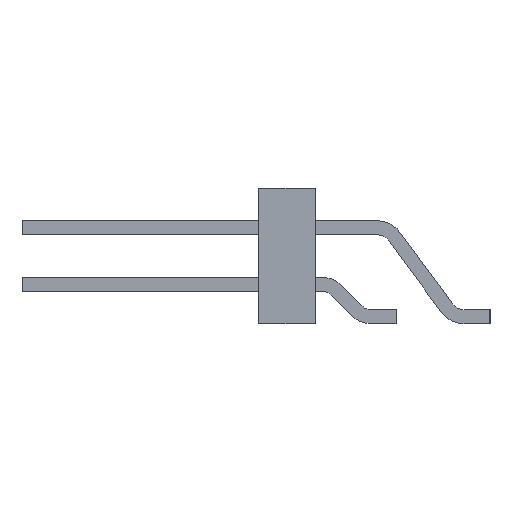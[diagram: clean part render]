
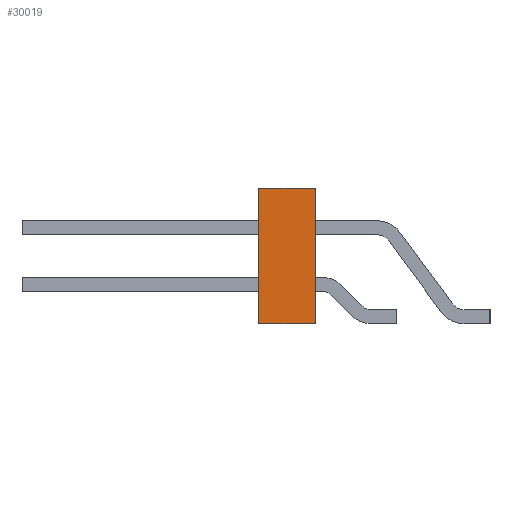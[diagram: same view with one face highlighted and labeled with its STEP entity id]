
A CAD part, left-side view. The second image highlights one B-rep face of the part: STEP entity #30019.
In plain terms, the highlighted face is planar.
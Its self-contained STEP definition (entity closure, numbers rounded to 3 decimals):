
#3610 = VERTEX_POINT('',#3611);
#3611 = CARTESIAN_POINT('',(29.21,3.048,1.27));
#3617 = EDGE_CURVE('',#3610,#3618,#3620,.T.);
#3618 = VERTEX_POINT('',#3619);
#3619 = CARTESIAN_POINT('',(29.21,3.048,-1.27));
#3620 = LINE('',#3621,#3622);
#3621 = CARTESIAN_POINT('',(29.21,3.048,1.27));
#3622 = VECTOR('',#3623,1.);
#3623 = DIRECTION('',(0.,0.,-1.));
#13126 = VERTEX_POINT('',#13127);
#13127 = CARTESIAN_POINT('',(29.21,-3.048,-1.27));
#13133 = EDGE_CURVE('',#13134,#13126,#13136,.T.);
#13134 = VERTEX_POINT('',#13135);
#13135 = CARTESIAN_POINT('',(29.21,-3.048,1.27));
#13136 = LINE('',#13137,#13138);
#13137 = CARTESIAN_POINT('',(29.21,-3.048,1.27));
#13138 = VECTOR('',#13139,1.);
#13139 = DIRECTION('',(0.,0.,-1.));
#22909 = EDGE_CURVE('',#13134,#3610,#22910,.T.);
#22910 = LINE('',#22911,#22912);
#22911 = CARTESIAN_POINT('',(29.21,-3.048,1.27));
#22912 = VECTOR('',#22913,1.);
#22913 = DIRECTION('',(0.,1.,0.));
#26868 = EDGE_CURVE('',#13126,#3618,#26869,.T.);
#26869 = LINE('',#26870,#26871);
#26870 = CARTESIAN_POINT('',(29.21,-3.048,-1.27));
#26871 = VECTOR('',#26872,1.);
#26872 = DIRECTION('',(0.,1.,0.));
#30019 = ADVANCED_FACE('',(#30020),#30026,.F.);
#30020 = FACE_BOUND('',#30021,.T.);
#30021 = EDGE_LOOP('',(#30022,#30023,#30024,#30025));
#30022 = ORIENTED_EDGE('',*,*,#26868,.T.);
#30023 = ORIENTED_EDGE('',*,*,#3617,.F.);
#30024 = ORIENTED_EDGE('',*,*,#22909,.F.);
#30025 = ORIENTED_EDGE('',*,*,#13133,.T.);
#30026 = PLANE('',#30027);
#30027 = AXIS2_PLACEMENT_3D('',#30028,#30029,#30030);
#30028 = CARTESIAN_POINT('',(29.21,-3.048,1.27));
#30029 = DIRECTION('',(-1.,0.,0.));
#30030 = DIRECTION('',(0.,0.,1.));
